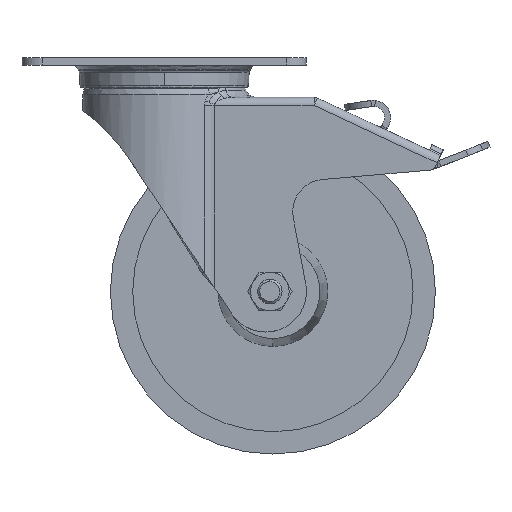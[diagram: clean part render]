
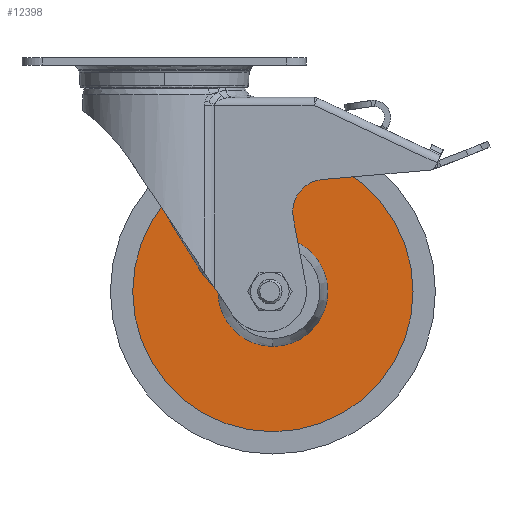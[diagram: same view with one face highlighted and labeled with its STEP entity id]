
A CAD part, front view. The second image highlights one B-rep face of the part: STEP entity #12398.
In plain terms, the highlighted planar face has unit normal (0, -1, 0).
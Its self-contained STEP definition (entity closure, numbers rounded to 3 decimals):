
#414 = DIRECTION ( 'NONE',  ( 0., 0., 1. ) ) ;
#1727 = CARTESIAN_POINT ( 'NONE',  ( 53.5, -5., -115. ) ) ;
#2814 = AXIS2_PLACEMENT_3D ( 'NONE', #1727, #18960, #54485 ) ;
#4157 = CARTESIAN_POINT ( 'NONE',  ( 53.5, -5., -115. ) ) ;
#7292 = DIRECTION ( 'NONE',  ( 0., -1., 0. ) ) ;
#8236 = CARTESIAN_POINT ( 'NONE',  ( 53.5, -5., -88. ) ) ;
#9217 = CIRCLE ( 'NONE', #11876, 27. ) ;
#10011 = CIRCLE ( 'NONE', #51253, 27. ) ;
#11876 = AXIS2_PLACEMENT_3D ( 'NONE', #32379, #36217, #54005 ) ;
#12398 = ADVANCED_FACE ( 'NONE', ( #20985, #29847 ), #34814, .F. ) ;
#12428 = DIRECTION ( 'NONE',  ( 0., 0., 1. ) ) ;
#12649 = EDGE_CURVE ( 'NONE', #36177, #22653, #10011, .T. ) ;
#12748 = CIRCLE ( 'NONE', #44431, 69. ) ;
#13105 = VERTEX_POINT ( 'NONE', #48898 ) ;
#17186 = DIRECTION ( 'NONE',  ( 0., -1., 0. ) ) ;
#18960 = DIRECTION ( 'NONE',  ( 0., -1., 0. ) ) ;
#20985 = FACE_BOUND ( 'NONE', #38507, .T. ) ;
#22653 = VERTEX_POINT ( 'NONE', #8236 ) ;
#25047 = CARTESIAN_POINT ( 'NONE',  ( 53.5, -5., -142. ) ) ;
#26942 = CARTESIAN_POINT ( 'NONE',  ( 53.5, -5., -184. ) ) ;
#28522 = AXIS2_PLACEMENT_3D ( 'NONE', #39399, #52617, #414 ) ;
#29847 = FACE_OUTER_BOUND ( 'NONE', #52071, .T. ) ;
#32379 = CARTESIAN_POINT ( 'NONE',  ( 53.5, -5., -115. ) ) ;
#34150 = ORIENTED_EDGE ( 'NONE', *, *, #35293, .T. ) ;
#34814 = PLANE ( 'NONE',  #28522 ) ;
#35293 = EDGE_CURVE ( 'NONE', #42719, #13105, #38323, .T. ) ;
#36177 = VERTEX_POINT ( 'NONE', #25047 ) ;
#36217 = DIRECTION ( 'NONE',  ( 0., -1., 0. ) ) ;
#38323 = CIRCLE ( 'NONE', #2814, 69. ) ;
#38507 = EDGE_LOOP ( 'NONE', ( #49569, #45940 ) ) ;
#39399 = CARTESIAN_POINT ( 'NONE',  ( 53.5, -5., -115. ) ) ;
#42719 = VERTEX_POINT ( 'NONE', #26942 ) ;
#44431 = AXIS2_PLACEMENT_3D ( 'NONE', #46477, #7292, #46670 ) ;
#45940 = ORIENTED_EDGE ( 'NONE', *, *, #12649, .F. ) ;
#46477 = CARTESIAN_POINT ( 'NONE',  ( 53.5, -5., -115. ) ) ;
#46670 = DIRECTION ( 'NONE',  ( 0., 0., -1. ) ) ;
#48898 = CARTESIAN_POINT ( 'NONE',  ( 53.5, -5., -46. ) ) ;
#49569 = ORIENTED_EDGE ( 'NONE', *, *, #54814, .F. ) ;
#51253 = AXIS2_PLACEMENT_3D ( 'NONE', #4157, #17186, #12428 ) ;
#52071 = EDGE_LOOP ( 'NONE', ( #34150, #55549 ) ) ;
#52617 = DIRECTION ( 'NONE',  ( 0., 1., 0. ) ) ;
#52754 = EDGE_CURVE ( 'NONE', #13105, #42719, #12748, .T. ) ;
#54005 = DIRECTION ( 'NONE',  ( 0., 0., 1. ) ) ;
#54485 = DIRECTION ( 'NONE',  ( 0., 0., -1. ) ) ;
#54814 = EDGE_CURVE ( 'NONE', #22653, #36177, #9217, .T. ) ;
#55549 = ORIENTED_EDGE ( 'NONE', *, *, #52754, .T. ) ;
